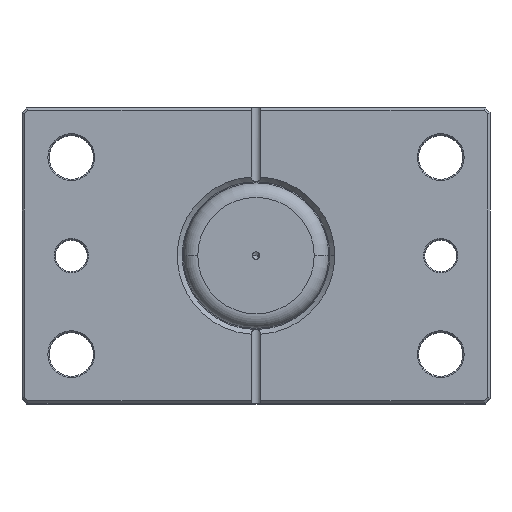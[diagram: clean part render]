
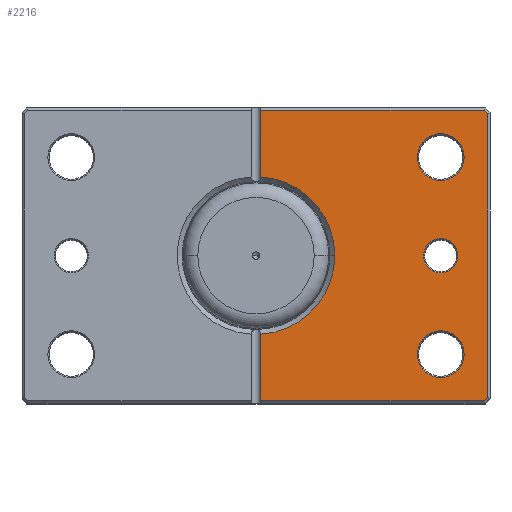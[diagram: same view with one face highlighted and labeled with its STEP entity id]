
A CAD part, top view. The second image highlights one B-rep face of the part: STEP entity #2216.
In plain terms, the highlighted face is planar.
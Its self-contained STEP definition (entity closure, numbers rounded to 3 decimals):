
#175 = EDGE_CURVE ( 'NONE', #6127, #3026, #1337, .T. ) ;
#239 = CARTESIAN_POINT ( 'NONE',  ( 0., -59., 0. ) ) ;
#246 = CARTESIAN_POINT ( 'NONE',  ( -94., 57.586, 0. ) ) ;
#261 = ORIENTED_EDGE ( 'NONE', *, *, #4121, .T. ) ;
#277 = ORIENTED_EDGE ( 'NONE', *, *, #4565, .T. ) ;
#376 = CARTESIAN_POINT ( 'NONE',  ( -75., 0., 0. ) ) ;
#424 = CARTESIAN_POINT ( 'NONE',  ( -75., 40., 0. ) ) ;
#474 = AXIS2_PLACEMENT_3D ( 'NONE', #5598, #2305, #6150 ) ;
#532 = EDGE_CURVE ( 'NONE', #2440, #7007, #914, .T. ) ;
#548 = ORIENTED_EDGE ( 'NONE', *, *, #5105, .T. ) ;
#653 = VERTEX_POINT ( 'NONE', #3945 ) ;
#767 = EDGE_LOOP ( 'NONE', ( #6156, #548 ) ) ;
#861 = ORIENTED_EDGE ( 'NONE', *, *, #1195, .T. ) ;
#878 = ORIENTED_EDGE ( 'NONE', *, *, #2471, .T. ) ;
#914 = CIRCLE ( 'NONE', #1798, 7. ) ;
#922 = DIRECTION ( 'NONE',  ( 1., 0., 0. ) ) ;
#977 = DIRECTION ( 'NONE',  ( 1., 0., 0. ) ) ;
#980 = ORIENTED_EDGE ( 'NONE', *, *, #1283, .T. ) ;
#1032 = LINE ( 'NONE', #1713, #5232 ) ;
#1082 = VERTEX_POINT ( 'NONE', #2244 ) ;
#1130 = ORIENTED_EDGE ( 'NONE', *, *, #1529, .T. ) ;
#1191 = CARTESIAN_POINT ( 'NONE',  ( -84.5, 40., 0. ) ) ;
#1195 = EDGE_CURVE ( 'NONE', #653, #1765, #6375, .T. ) ;
#1281 = DIRECTION ( 'NONE',  ( 1., 0., 0. ) ) ;
#1283 = EDGE_CURVE ( 'NONE', #3026, #2741, #4550, .T. ) ;
#1310 = CARTESIAN_POINT ( 'NONE',  ( -2., -59., 0. ) ) ;
#1337 = LINE ( 'NONE', #3065, #6066 ) ;
#1353 = VECTOR ( 'NONE', #2833, 1000. ) ;
#1428 = CARTESIAN_POINT ( 'NONE',  ( -92.586, -59., 0. ) ) ;
#1433 = LINE ( 'NONE', #2050, #2718 ) ;
#1519 = CARTESIAN_POINT ( 'NONE',  ( -2., 59., 0. ) ) ;
#1529 = EDGE_CURVE ( 'NONE', #1990, #4221, #4639, .T. ) ;
#1531 = DIRECTION ( 'NONE',  ( 0., 0., 1. ) ) ;
#1662 = CIRCLE ( 'NONE', #3139, 9.5 ) ;
#1713 = CARTESIAN_POINT ( 'NONE',  ( -2., 60., 0. ) ) ;
#1765 = VERTEX_POINT ( 'NONE', #1519 ) ;
#1798 = AXIS2_PLACEMENT_3D ( 'NONE', #4809, #1531, #5370 ) ;
#1837 = ORIENTED_EDGE ( 'NONE', *, *, #2427, .T. ) ;
#1874 = EDGE_LOOP ( 'NONE', ( #1837, #5379, #4235, #6244, #980, #6899, #3206, #878, #861 ) ) ;
#1914 = DIRECTION ( 'NONE',  ( -1., 0., 0. ) ) ;
#1951 = VERTEX_POINT ( 'NONE', #1191 ) ;
#1965 = AXIS2_PLACEMENT_3D ( 'NONE', #376, #4203, #922 ) ;
#1984 = CARTESIAN_POINT ( 'NONE',  ( -68., 0., 0. ) ) ;
#1990 = VERTEX_POINT ( 'NONE', #2256 ) ;
#1991 = AXIS2_PLACEMENT_3D ( 'NONE', #2499, #6341, #3060 ) ;
#2050 = CARTESIAN_POINT ( 'NONE',  ( -75.793, -75.793, 0. ) ) ;
#2081 = CARTESIAN_POINT ( 'NONE',  ( -75., -40., 0. ) ) ;
#2101 = VERTEX_POINT ( 'NONE', #246 ) ;
#2144 = VECTOR ( 'NONE', #3391, 1000. ) ;
#2216 = ADVANCED_FACE ( 'NONE', ( #3700, #2405, #6612, #2229 ), #3192, .F. ) ;
#2229 = FACE_OUTER_BOUND ( 'NONE', #1874, .T. ) ;
#2244 = CARTESIAN_POINT ( 'NONE',  ( -94., -57.586, 0. ) ) ;
#2256 = CARTESIAN_POINT ( 'NONE',  ( -65.5, -40., 0. ) ) ;
#2263 = CARTESIAN_POINT ( 'NONE',  ( -82., 0., 0. ) ) ;
#2305 = DIRECTION ( 'NONE',  ( 0., 0., 1. ) ) ;
#2396 = CARTESIAN_POINT ( 'NONE',  ( 0., 59., 0. ) ) ;
#2405 = FACE_BOUND ( 'NONE', #2618, .T. ) ;
#2427 = EDGE_CURVE ( 'NONE', #1765, #4513, #1032, .T. ) ;
#2432 = CIRCLE ( 'NONE', #1991, 9.5 ) ;
#2440 = VERTEX_POINT ( 'NONE', #2263 ) ;
#2451 = AXIS2_PLACEMENT_3D ( 'NONE', #424, #4259, #977 ) ;
#2471 = EDGE_CURVE ( 'NONE', #2101, #653, #6534, .T. ) ;
#2499 = CARTESIAN_POINT ( 'NONE',  ( -75., 40., 0. ) ) ;
#2618 = EDGE_LOOP ( 'NONE', ( #6014, #1130 ) ) ;
#2635 = DIRECTION ( 'NONE',  ( 1., 0., 0. ) ) ;
#2641 = DIRECTION ( 'NONE',  ( 0., 0., 1. ) ) ;
#2718 = VECTOR ( 'NONE', #5891, 1000. ) ;
#2741 = VERTEX_POINT ( 'NONE', #1428 ) ;
#2754 = CARTESIAN_POINT ( 'NONE',  ( 0., 0., 0. ) ) ;
#2815 = LINE ( 'NONE', #6676, #1353 ) ;
#2833 = DIRECTION ( 'NONE',  ( 0., 1., 0. ) ) ;
#2844 = CARTESIAN_POINT ( 'NONE',  ( -75.793, 75.793, 0. ) ) ;
#2988 = CARTESIAN_POINT ( 'NONE',  ( -32., 0., 0. ) ) ;
#3026 = VERTEX_POINT ( 'NONE', #1310 ) ;
#3050 = CIRCLE ( 'NONE', #3517, 32. ) ;
#3060 = DIRECTION ( 'NONE',  ( 1., 0., 0. ) ) ;
#3065 = CARTESIAN_POINT ( 'NONE',  ( -2., 60., 0. ) ) ;
#3074 = CIRCLE ( 'NONE', #1965, 7. ) ;
#3115 = VECTOR ( 'NONE', #1914, 1000. ) ;
#3139 = AXIS2_PLACEMENT_3D ( 'NONE', #5932, #2641, #6480 ) ;
#3192 = PLANE ( 'NONE',  #6043 ) ;
#3206 = ORIENTED_EDGE ( 'NONE', *, *, #6418, .T. ) ;
#3300 = EDGE_CURVE ( 'NONE', #4513, #6065, #3050, .T. ) ;
#3309 = DIRECTION ( 'NONE',  ( 1., 0., 0. ) ) ;
#3391 = DIRECTION ( 'NONE',  ( 0.707, 0.707, 0. ) ) ;
#3511 = EDGE_CURVE ( 'NONE', #4221, #1990, #1662, .T. ) ;
#3517 = AXIS2_PLACEMENT_3D ( 'NONE', #2754, #6597, #3309 ) ;
#3662 = CARTESIAN_POINT ( 'NONE',  ( -84.5, -40., 0. ) ) ;
#3700 = FACE_BOUND ( 'NONE', #767, .T. ) ;
#3749 = DIRECTION ( 'NONE',  ( 1., 0., 0. ) ) ;
#3945 = CARTESIAN_POINT ( 'NONE',  ( -92.586, 59., 0. ) ) ;
#3957 = VERTEX_POINT ( 'NONE', #5085 ) ;
#4121 = EDGE_CURVE ( 'NONE', #3957, #1951, #2432, .T. ) ;
#4203 = DIRECTION ( 'NONE',  ( 0., 0., 1. ) ) ;
#4221 = VERTEX_POINT ( 'NONE', #3662 ) ;
#4235 = ORIENTED_EDGE ( 'NONE', *, *, #4862, .T. ) ;
#4259 = DIRECTION ( 'NONE',  ( 0., 0., 1. ) ) ;
#4513 = VERTEX_POINT ( 'NONE', #4539 ) ;
#4539 = CARTESIAN_POINT ( 'NONE',  ( -2., 31.937, 0. ) ) ;
#4550 = LINE ( 'NONE', #239, #3115 ) ;
#4565 = EDGE_CURVE ( 'NONE', #1951, #3957, #4701, .T. ) ;
#4639 = CIRCLE ( 'NONE', #6171, 9.5 ) ;
#4701 = CIRCLE ( 'NONE', #2451, 9.5 ) ;
#4809 = CARTESIAN_POINT ( 'NONE',  ( -75., 0., 0. ) ) ;
#4862 = EDGE_CURVE ( 'NONE', #6065, #6127, #4947, .T. ) ;
#4898 = VECTOR ( 'NONE', #1281, 1000. ) ;
#4947 = CIRCLE ( 'NONE', #474, 32. ) ;
#4995 = DIRECTION ( 'NONE',  ( 0., -1., 0. ) ) ;
#5085 = CARTESIAN_POINT ( 'NONE',  ( -65.5, 40., 0. ) ) ;
#5105 = EDGE_CURVE ( 'NONE', #7007, #2440, #3074, .T. ) ;
#5203 = EDGE_CURVE ( 'NONE', #2741, #1082, #1433, .T. ) ;
#5232 = VECTOR ( 'NONE', #4995, 1000. ) ;
#5370 = DIRECTION ( 'NONE',  ( 1., 0., 0. ) ) ;
#5379 = ORIENTED_EDGE ( 'NONE', *, *, #3300, .T. ) ;
#5598 = CARTESIAN_POINT ( 'NONE',  ( 0., 0., 0. ) ) ;
#5891 = DIRECTION ( 'NONE',  ( -0.707, 0.707, 0. ) ) ;
#5927 = DIRECTION ( 'NONE',  ( 0., 0., 1. ) ) ;
#5932 = CARTESIAN_POINT ( 'NONE',  ( -75., -40., 0. ) ) ;
#6014 = ORIENTED_EDGE ( 'NONE', *, *, #3511, .T. ) ;
#6043 = AXIS2_PLACEMENT_3D ( 'NONE', #6446, #7054, #3749 ) ;
#6065 = VERTEX_POINT ( 'NONE', #2988 ) ;
#6066 = VECTOR ( 'NONE', #6344, 1000. ) ;
#6127 = VERTEX_POINT ( 'NONE', #6933 ) ;
#6150 = DIRECTION ( 'NONE',  ( 1., 0., 0. ) ) ;
#6156 = ORIENTED_EDGE ( 'NONE', *, *, #532, .T. ) ;
#6171 = AXIS2_PLACEMENT_3D ( 'NONE', #2081, #5927, #2635 ) ;
#6244 = ORIENTED_EDGE ( 'NONE', *, *, #175, .T. ) ;
#6341 = DIRECTION ( 'NONE',  ( 0., 0., 1. ) ) ;
#6344 = DIRECTION ( 'NONE',  ( 0., -1., 0. ) ) ;
#6375 = LINE ( 'NONE', #2396, #4898 ) ;
#6386 = EDGE_LOOP ( 'NONE', ( #277, #261 ) ) ;
#6418 = EDGE_CURVE ( 'NONE', #1082, #2101, #2815, .T. ) ;
#6446 = CARTESIAN_POINT ( 'NONE',  ( 0., 0., 0. ) ) ;
#6480 = DIRECTION ( 'NONE',  ( 1., 0., 0. ) ) ;
#6534 = LINE ( 'NONE', #2844, #2144 ) ;
#6597 = DIRECTION ( 'NONE',  ( 0., 0., 1. ) ) ;
#6612 = FACE_BOUND ( 'NONE', #6386, .T. ) ;
#6676 = CARTESIAN_POINT ( 'NONE',  ( -94., 0., 0. ) ) ;
#6899 = ORIENTED_EDGE ( 'NONE', *, *, #5203, .T. ) ;
#6933 = CARTESIAN_POINT ( 'NONE',  ( -2., -31.937, 0. ) ) ;
#7007 = VERTEX_POINT ( 'NONE', #1984 ) ;
#7054 = DIRECTION ( 'NONE',  ( 0., 0., 1. ) ) ;
